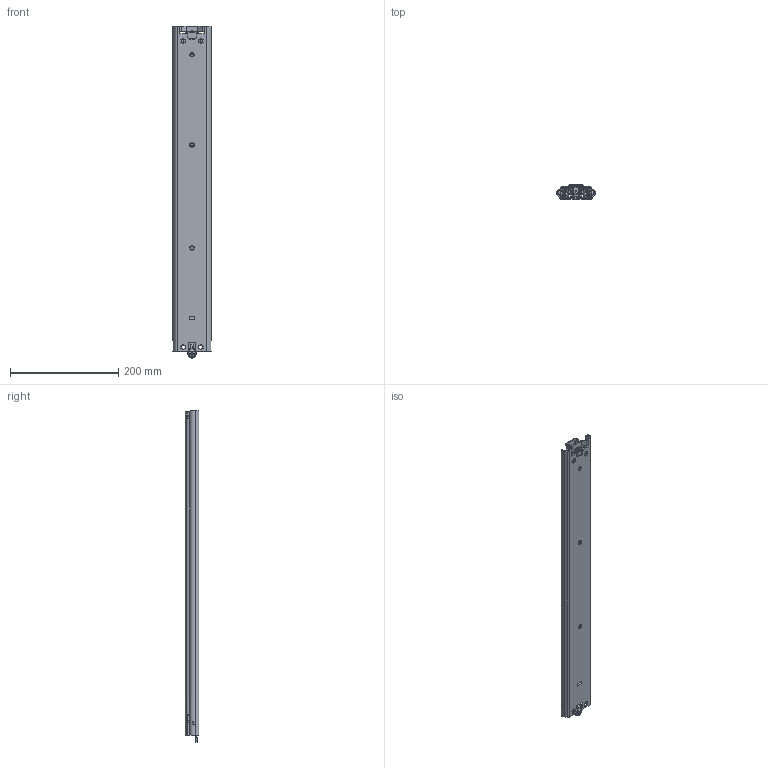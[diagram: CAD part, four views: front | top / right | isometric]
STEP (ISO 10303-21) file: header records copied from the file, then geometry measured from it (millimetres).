
FILE_DESCRIPTION(/* description */ ('CONDOR 600.0 / 900.0 (25.1mm)'),/* implementation_level */ '2;1');
FILE_NAME(/* name */ '111-M35_01_in.stp',/* time_stamp */ '2024-05-14T09:34:15+02:00',/* author */ ('m.meijers'),/* organization */ (''),/* preprocessor_version */ 'ST-DEVELOPER v18.1',/* originating_system */ 'Autodesk Inventor 2022',/* authorisation */ '');
FILE_SCHEMA (('AUTOMOTIVE_DESIGN { 1 0 10303 214 3 1 1 }'));
Products named in the file (23): 111-M35; 111-M35_1; 111-M35_2; 111-M35_3; 111-M35_4; 111-M35_5; 111-M35_6; 111-M35_7; 111-M35_8; 111-M35_9; 111-M35_10; 111-M35_11; 111-M35_12; 111-M35_13; 111-M35_14; 111-M35_15; 111-M35_16; 111-M35_17; 111-M35_18; 921587; 921615; 921614; 922063
Assembly tree (108 placements, depth 4):
  111-M35
    111-M35_2
    111-M35_1
      111-M35_2
      111-M35_3
    111-M35_4
      111-M35_5
      111-M35_6  x26
    111-M35_7
      111-M35_8
    111-M35_9
      111-M35_10
      111-M35_11  x32
    111-M35_12
      111-M35_13
    111-M35_14
      111-M35_15
      111-M35_16  x30
    111-M35_17
      111-M35_18
      921587
      921615
        921614
        922063
Bounding box: 70.9 x 25.16 x 612.2 mm (x, y, z)
Volume: 365720.2 mm3; surface area: 447189.7 mm2
Topology: 98 solids, 98 shells, 2508 faces, 7292 edges, 4786 vertices
Faces by surface type: plane 1269, cylinder 1031, sphere 92, cone 62, bspline 40, torus 14
Full cylindrical faces by diameter (mm): 2 x1, 4.5 x1, 8 x5, 11 x2, 12 x1
Entity records: 87202 total; most frequent: CARTESIAN_POINT 20340, ORIENTED_EDGE 14062, DIRECTION 13932, EDGE_CURVE 7031, AXIS2_PLACEMENT_3D 4720, VERTEX_POINT 4616, LINE 4492, VECTOR 4492
